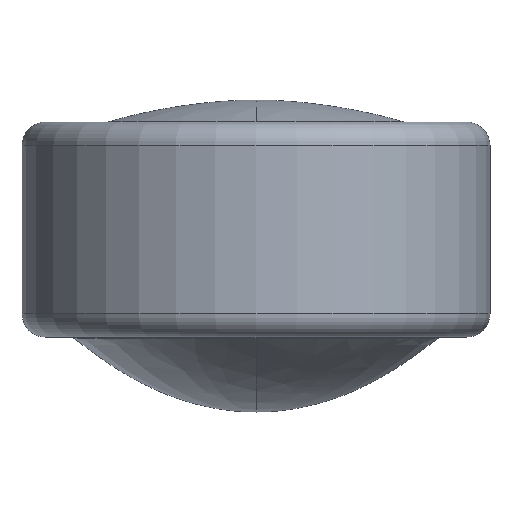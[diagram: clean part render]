
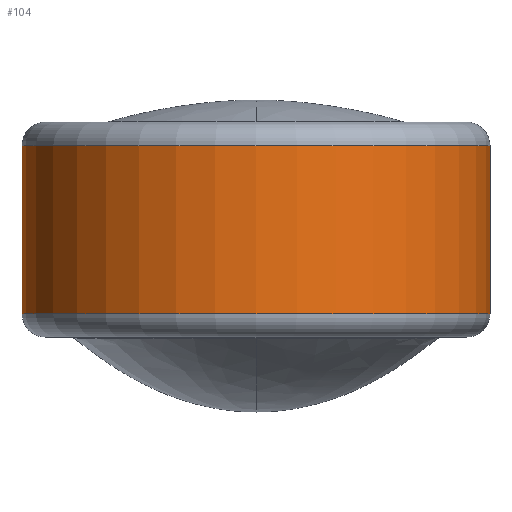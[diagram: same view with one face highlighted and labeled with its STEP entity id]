
A CAD part, front view. The second image highlights one B-rep face of the part: STEP entity #104.
In plain terms, the highlighted cylindrical face has radius 1.5 mm (diameter 3 mm), a partial arc.
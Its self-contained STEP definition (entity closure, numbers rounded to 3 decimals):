
#14 = CARTESIAN_POINT ( 'NONE',  ( 0., 0., 0.63 ) ) ;
#31 = VERTEX_POINT ( 'NONE', #296 ) ;
#45 = ORIENTED_EDGE ( 'NONE', *, *, #994, .T. ) ;
#82 = CYLINDRICAL_SURFACE ( 'NONE', #108, 1.5 ) ;
#104 = ADVANCED_FACE ( 'NONE', ( #488 ), #82, .T. ) ;
#108 = AXIS2_PLACEMENT_3D ( 'NONE', #851, #518, #682 ) ;
#128 = VERTEX_POINT ( 'NONE', #425 ) ;
#142 = LINE ( 'NONE', #203, #1135 ) ;
#188 = CIRCLE ( 'NONE', #644, 1.5 ) ;
#193 = DIRECTION ( 'NONE',  ( 0., 0., 1. ) ) ;
#203 = CARTESIAN_POINT ( 'NONE',  ( 1.5, 0., 0. ) ) ;
#226 = CARTESIAN_POINT ( 'NONE',  ( 1.5, 0., 0.63 ) ) ;
#230 = ORIENTED_EDGE ( 'NONE', *, *, #435, .T. ) ;
#243 = EDGE_LOOP ( 'NONE', ( #631, #390, #45, #230 ) ) ;
#296 = CARTESIAN_POINT ( 'NONE',  ( -1.5, 0., 0.63 ) ) ;
#360 = DIRECTION ( 'NONE',  ( 0., 0., -1. ) ) ;
#362 = VECTOR ( 'NONE', #1028, 1000. ) ;
#390 = ORIENTED_EDGE ( 'NONE', *, *, #632, .T. ) ;
#425 = CARTESIAN_POINT ( 'NONE',  ( 1.5, 0., 1.708 ) ) ;
#435 = EDGE_CURVE ( 'NONE', #31, #1081, #188, .T. ) ;
#488 = FACE_OUTER_BOUND ( 'NONE', #243, .T. ) ;
#518 = DIRECTION ( 'NONE',  ( 0., 0., -1. ) ) ;
#600 = LINE ( 'NONE', #766, #362 ) ;
#631 = ORIENTED_EDGE ( 'NONE', *, *, #783, .F. ) ;
#632 = EDGE_CURVE ( 'NONE', #128, #1093, #860, .T. ) ;
#644 = AXIS2_PLACEMENT_3D ( 'NONE', #14, #193, #714 ) ;
#682 = DIRECTION ( 'NONE',  ( -1., 0., 0. ) ) ;
#714 = DIRECTION ( 'NONE',  ( -1., 0., 0. ) ) ;
#766 = CARTESIAN_POINT ( 'NONE',  ( -1.5, 0., 0. ) ) ;
#783 = EDGE_CURVE ( 'NONE', #128, #1081, #142, .T. ) ;
#844 = CARTESIAN_POINT ( 'NONE',  ( -1.5, 0., 1.708 ) ) ;
#851 = CARTESIAN_POINT ( 'NONE',  ( 0., 0., 0. ) ) ;
#860 = CIRCLE ( 'NONE', #1066, 1.5 ) ;
#887 = CARTESIAN_POINT ( 'NONE',  ( 0., 0., 1.708 ) ) ;
#978 = DIRECTION ( 'NONE',  ( 1., 0., 0. ) ) ;
#994 = EDGE_CURVE ( 'NONE', #1093, #31, #600, .T. ) ;
#1028 = DIRECTION ( 'NONE',  ( 0., 0., -1. ) ) ;
#1066 = AXIS2_PLACEMENT_3D ( 'NONE', #887, #360, #978 ) ;
#1081 = VERTEX_POINT ( 'NONE', #226 ) ;
#1093 = VERTEX_POINT ( 'NONE', #844 ) ;
#1095 = DIRECTION ( 'NONE',  ( 0., 0., -1. ) ) ;
#1135 = VECTOR ( 'NONE', #1095, 1000. ) ;
